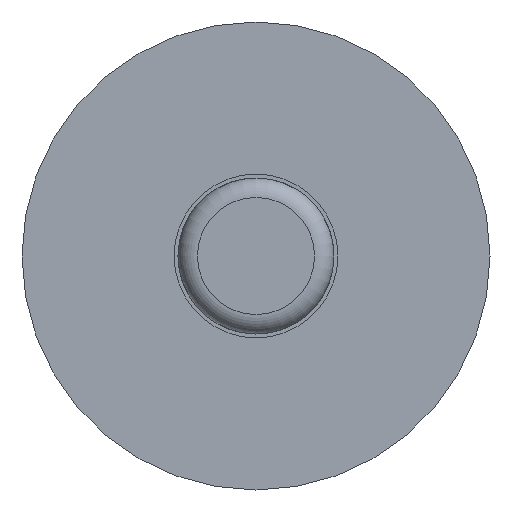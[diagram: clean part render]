
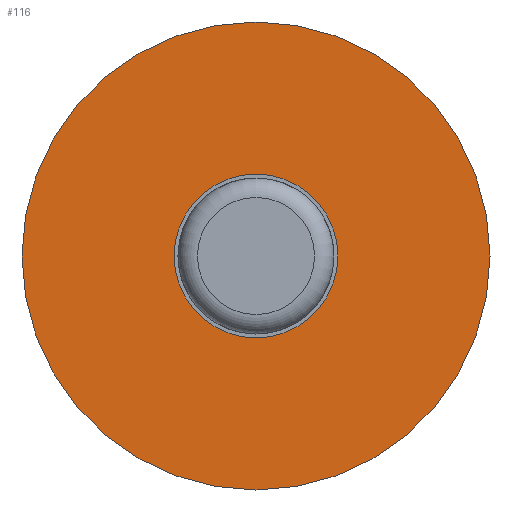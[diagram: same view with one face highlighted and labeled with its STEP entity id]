
A CAD part, left-side view. The second image highlights one B-rep face of the part: STEP entity #116.
In plain terms, the highlighted planar face has unit normal (-1, 0, 0).
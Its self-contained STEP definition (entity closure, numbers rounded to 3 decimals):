
#13 = CARTESIAN_POINT ( 'NONE',  ( 0., 0., 0. ) ) ;
#41 = VERTEX_POINT ( 'NONE', #372 ) ;
#77 = AXIS2_PLACEMENT_3D ( 'NONE', #13, #848, #763 ) ;
#113 = ORIENTED_EDGE ( 'NONE', *, *, #869, .T. ) ;
#116 = ADVANCED_FACE ( 'NONE', ( #840, #1003 ), #433, .T. ) ;
#226 = CARTESIAN_POINT ( 'NONE',  ( 0., 0., 0. ) ) ;
#235 = CARTESIAN_POINT ( 'NONE',  ( 0., -12., 0. ) ) ;
#286 = EDGE_CURVE ( 'NONE', #41, #41, #513, .T. ) ;
#294 = DIRECTION ( 'NONE',  ( -1., 0., 0. ) ) ;
#372 = CARTESIAN_POINT ( 'NONE',  ( 0., -4.2, 0. ) ) ;
#391 = DIRECTION ( 'NONE',  ( 1., 0., 0. ) ) ;
#430 = AXIS2_PLACEMENT_3D ( 'NONE', #1031, #294, #778 ) ;
#433 = PLANE ( 'NONE',  #77 ) ;
#513 = CIRCLE ( 'NONE', #821, 4.2 ) ;
#671 = CIRCLE ( 'NONE', #430, 12. ) ;
#763 = DIRECTION ( 'NONE',  ( 0., 0., 1. ) ) ;
#778 = DIRECTION ( 'NONE',  ( 0., -1., 0. ) ) ;
#791 = EDGE_LOOP ( 'NONE', ( #804 ) ) ;
#804 = ORIENTED_EDGE ( 'NONE', *, *, #286, .T. ) ;
#821 = AXIS2_PLACEMENT_3D ( 'NONE', #226, #391, #976 ) ;
#840 = FACE_BOUND ( 'NONE', #791, .T. ) ;
#848 = DIRECTION ( 'NONE',  ( -1., 0., 0. ) ) ;
#869 = EDGE_CURVE ( 'NONE', #896, #896, #671, .T. ) ;
#877 = EDGE_LOOP ( 'NONE', ( #113 ) ) ;
#896 = VERTEX_POINT ( 'NONE', #235 ) ;
#976 = DIRECTION ( 'NONE',  ( 0., -1., 0. ) ) ;
#1003 = FACE_OUTER_BOUND ( 'NONE', #877, .T. ) ;
#1031 = CARTESIAN_POINT ( 'NONE',  ( 0., 0., 0. ) ) ;
